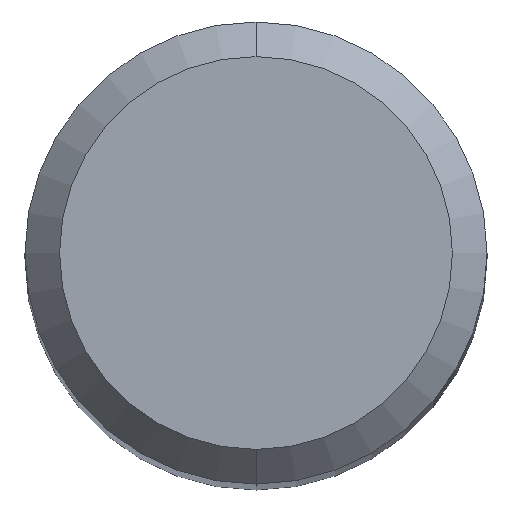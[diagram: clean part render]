
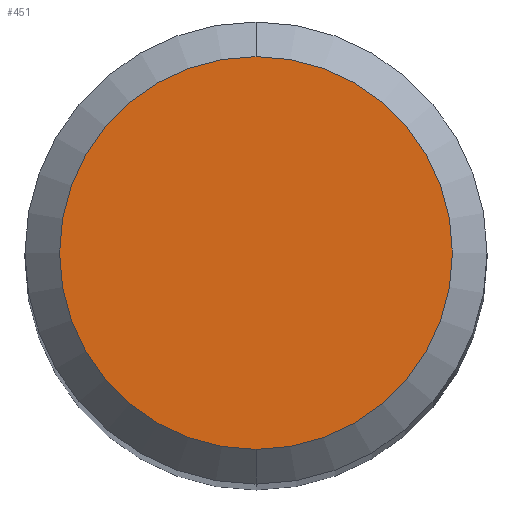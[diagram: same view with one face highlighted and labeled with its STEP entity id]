
A CAD part, top view. The second image highlights one B-rep face of the part: STEP entity #451.
In plain terms, the highlighted planar face has unit normal (0, 0, 1).
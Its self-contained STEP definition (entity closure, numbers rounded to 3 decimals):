
#451=ADVANCED_FACE('',(#1121),#1122,.T.);
#687=EDGE_CURVE('',#841,#829,#1388,.T.);
#829=VERTEX_POINT('',#1538);
#841=VERTEX_POINT('',#1550);
#943=EDGE_CURVE('',#829,#841,#1661,.T.);
#1121=FACE_OUTER_BOUND('',#2061,.T.);
#1122=PLANE('',#2062);
#1388=CIRCLE('',#3382,1.7);
#1538=CARTESIAN_POINT('',(0.,-1.7,0.0));
#1550=CARTESIAN_POINT('',(0.0,1.7,0.0));
#1661=CIRCLE('',#4326,1.7);
#2061=EDGE_LOOP('',(#4666,#4667));
#2062=AXIS2_PLACEMENT_3D('',#4668,#4669,#4670);
#3382=AXIS2_PLACEMENT_3D('',#5025,#5026,#5027);
#4326=AXIS2_PLACEMENT_3D('',#5275,#5276,#5277);
#4666=ORIENTED_EDGE('',*,*,#687,.F.);
#4667=ORIENTED_EDGE('',*,*,#943,.F.);
#4668=CARTESIAN_POINT('',(0.0,0.85,0.0));
#4669=DIRECTION('',(-0.0,0.0,1.0));
#4670=DIRECTION('',(0.0,-1.0,0.0));
#5025=CARTESIAN_POINT('',(0.0,0.0,0.0));
#5026=DIRECTION('',(0.0,0.0,-1.0));
#5027=DIRECTION('',(0.0,1.0,0.0));
#5275=CARTESIAN_POINT('',(0.0,0.0,0.0));
#5276=DIRECTION('',(0.0,0.0,-1.0));
#5277=DIRECTION('',(0.0,1.0,0.0));
